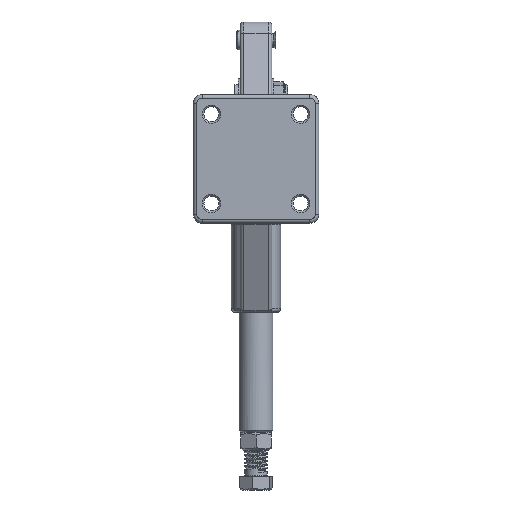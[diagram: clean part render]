
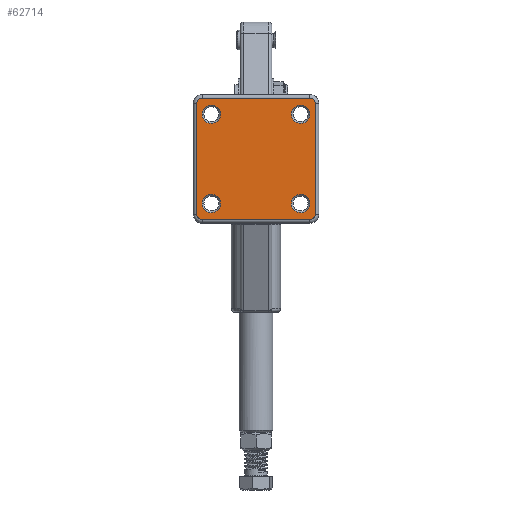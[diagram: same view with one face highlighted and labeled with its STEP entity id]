
A CAD part, front view. The second image highlights one B-rep face of the part: STEP entity #62714.
In plain terms, the highlighted planar face has unit normal (0, -1, 0).
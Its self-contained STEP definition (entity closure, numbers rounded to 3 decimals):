
#98 = EDGE_CURVE ( 'NONE', #43561, #29295, #60260, .T. ) ;
#976 = DIRECTION ( 'NONE',  ( 0., 1., 0. ) ) ;
#1494 = VERTEX_POINT ( 'NONE', #50877 ) ;
#1626 = CIRCLE ( 'NONE', #45731, 3. ) ;
#2011 = CIRCLE ( 'NONE', #37759, 5.25 ) ;
#2164 = EDGE_LOOP ( 'NONE', ( #44452, #28269 ) ) ;
#2313 = EDGE_CURVE ( 'NONE', #29295, #43561, #67464, .T. ) ;
#2377 = CARTESIAN_POINT ( 'NONE',  ( 33.7, 0., 73.2 ) ) ;
#2764 = CIRCLE ( 'NONE', #18472, 3. ) ;
#2766 = EDGE_CURVE ( 'NONE', #66524, #41549, #14771, .T. ) ;
#2902 = CIRCLE ( 'NONE', #43510, 3. ) ;
#3870 = EDGE_CURVE ( 'NONE', #7641, #32899, #40144, .T. ) ;
#6210 = DIRECTION ( 'NONE',  ( 0., 1., 0. ) ) ;
#6347 = CARTESIAN_POINT ( 'NONE',  ( 30.7, 0., 68.2 ) ) ;
#6373 = FACE_OUTER_BOUND ( 'NONE', #27715, .T. ) ;
#7641 = VERTEX_POINT ( 'NONE', #12247 ) ;
#7665 = DIRECTION ( 'NONE',  ( 0., 0., 1. ) ) ;
#8192 = VECTOR ( 'NONE', #13878, 1000. ) ;
#8654 = CARTESIAN_POINT ( 'NONE',  ( -25.4, 0., 67.25 ) ) ;
#9812 = AXIS2_PLACEMENT_3D ( 'NONE', #20409, #57188, #25706 ) ;
#10113 = CARTESIAN_POINT ( 'NONE',  ( -25.4, 0., 62. ) ) ;
#11059 = CARTESIAN_POINT ( 'NONE',  ( 30.7, 0., 5. ) ) ;
#11242 = VERTEX_POINT ( 'NONE', #54586 ) ;
#11416 = DIRECTION ( 'NONE',  ( 0., 1., 0. ) ) ;
#11625 = DIRECTION ( 'NONE',  ( 0., 0., 1. ) ) ;
#11714 = CARTESIAN_POINT ( 'NONE',  ( 25.4, 0., 67.25 ) ) ;
#11719 = PLANE ( 'NONE',  #22073 ) ;
#12247 = CARTESIAN_POINT ( 'NONE',  ( 33.7, 0., 5. ) ) ;
#12971 = VERTEX_POINT ( 'NONE', #50594 ) ;
#13103 = EDGE_CURVE ( 'NONE', #1494, #61840, #62951, .T. ) ;
#13593 = EDGE_CURVE ( 'NONE', #42828, #38945, #2902, .T. ) ;
#13722 = AXIS2_PLACEMENT_3D ( 'NONE', #37665, #6210, #42930 ) ;
#13878 = DIRECTION ( 'NONE',  ( 1., 0., 0. ) ) ;
#14191 = CIRCLE ( 'NONE', #13722, 5.25 ) ;
#14338 = CARTESIAN_POINT ( 'NONE',  ( 25.4, 0., 11.2 ) ) ;
#14771 = CIRCLE ( 'NONE', #53211, 5.25 ) ;
#14819 = ORIENTED_EDGE ( 'NONE', *, *, #13593, .T. ) ;
#15019 = VECTOR ( 'NONE', #18650, 1000. ) ;
#15376 = DIRECTION ( 'NONE',  ( 0., 0., 1. ) ) ;
#15630 = DIRECTION ( 'NONE',  ( 0., 1., 0. ) ) ;
#15740 = AXIS2_PLACEMENT_3D ( 'NONE', #32466, #976, #37706 ) ;
#16338 = DIRECTION ( 'NONE',  ( 0., 0., 1. ) ) ;
#16390 = DIRECTION ( 'NONE',  ( 0., 1., 0. ) ) ;
#17058 = VERTEX_POINT ( 'NONE', #65895 ) ;
#18472 = AXIS2_PLACEMENT_3D ( 'NONE', #6347, #43076, #11625 ) ;
#18650 = DIRECTION ( 'NONE',  ( 0., 0., -1. ) ) ;
#19637 = DIRECTION ( 'NONE',  ( 0., 0., 1. ) ) ;
#20386 = FACE_BOUND ( 'NONE', #42991, .T. ) ;
#20409 = CARTESIAN_POINT ( 'NONE',  ( -30.7, 0., 68.2 ) ) ;
#20983 = CARTESIAN_POINT ( 'NONE',  ( 25.4, 0., 56.75 ) ) ;
#21332 = EDGE_CURVE ( 'NONE', #61840, #1494, #39872, .T. ) ;
#22073 = AXIS2_PLACEMENT_3D ( 'NONE', #48481, #53792, #22303 ) ;
#22215 = CARTESIAN_POINT ( 'NONE',  ( -30.7, 0., 5. ) ) ;
#22303 = DIRECTION ( 'NONE',  ( 0., 0., 1. ) ) ;
#24453 = EDGE_LOOP ( 'NONE', ( #64327, #41484 ) ) ;
#25493 = LINE ( 'NONE', #61221, #8192 ) ;
#25706 = DIRECTION ( 'NONE',  ( 0., 0., 1. ) ) ;
#26699 = DIRECTION ( 'NONE',  ( 0., 1., 0. ) ) ;
#27411 = EDGE_CURVE ( 'NONE', #38945, #12971, #25493, .T. ) ;
#27532 = DIRECTION ( 'NONE',  ( 0., 0., 1. ) ) ;
#27715 = EDGE_LOOP ( 'NONE', ( #42310, #65489, #54796, #14819, #43432, #66026, #68088, #30621 ) ) ;
#27790 = CARTESIAN_POINT ( 'NONE',  ( 33.7, 0., 68.2 ) ) ;
#28269 = ORIENTED_EDGE ( 'NONE', *, *, #43061, .T. ) ;
#28614 = CARTESIAN_POINT ( 'NONE',  ( -33.7, 0., 5. ) ) ;
#29295 = VERTEX_POINT ( 'NONE', #20983 ) ;
#29818 = VECTOR ( 'NONE', #55244, 1000. ) ;
#30504 = VERTEX_POINT ( 'NONE', #53660 ) ;
#30621 = ORIENTED_EDGE ( 'NONE', *, *, #44147, .T. ) ;
#30673 = EDGE_CURVE ( 'NONE', #11242, #30504, #56095, .T. ) ;
#31195 = CIRCLE ( 'NONE', #43058, 5.25 ) ;
#32243 = ORIENTED_EDGE ( 'NONE', *, *, #2313, .T. ) ;
#32466 = CARTESIAN_POINT ( 'NONE',  ( 25.4, 0., 62. ) ) ;
#32899 = VERTEX_POINT ( 'NONE', #27790 ) ;
#32964 = EDGE_LOOP ( 'NONE', ( #32243, #36143 ) ) ;
#34355 = FACE_BOUND ( 'NONE', #24453, .T. ) ;
#35169 = VERTEX_POINT ( 'NONE', #43645 ) ;
#36012 = FACE_BOUND ( 'NONE', #32964, .T. ) ;
#36143 = ORIENTED_EDGE ( 'NONE', *, *, #98, .T. ) ;
#37665 = CARTESIAN_POINT ( 'NONE',  ( -25.4, 0., 11.2 ) ) ;
#37706 = DIRECTION ( 'NONE',  ( 0., 0., 1. ) ) ;
#37759 = AXIS2_PLACEMENT_3D ( 'NONE', #47102, #15630, #52415 ) ;
#38879 = VERTEX_POINT ( 'NONE', #53090 ) ;
#38945 = VERTEX_POINT ( 'NONE', #49147 ) ;
#39872 = CIRCLE ( 'NONE', #61950, 5.25 ) ;
#40144 = LINE ( 'NONE', #2377, #68096 ) ;
#41373 = CARTESIAN_POINT ( 'NONE',  ( -33.7, 0., 73.2 ) ) ;
#41484 = ORIENTED_EDGE ( 'NONE', *, *, #21332, .T. ) ;
#41549 = VERTEX_POINT ( 'NONE', #63178 ) ;
#42310 = ORIENTED_EDGE ( 'NONE', *, *, #30673, .T. ) ;
#42828 = VERTEX_POINT ( 'NONE', #28614 ) ;
#42869 = CARTESIAN_POINT ( 'NONE',  ( -25.4, 0., 62. ) ) ;
#42930 = DIRECTION ( 'NONE',  ( 0., 0., 1. ) ) ;
#42991 = EDGE_LOOP ( 'NONE', ( #45930, #67173 ) ) ;
#43058 = AXIS2_PLACEMENT_3D ( 'NONE', #42869, #11416, #48181 ) ;
#43061 = EDGE_CURVE ( 'NONE', #17058, #35169, #2011, .T. ) ;
#43076 = DIRECTION ( 'NONE',  ( 0., -1., 0. ) ) ;
#43432 = ORIENTED_EDGE ( 'NONE', *, *, #27411, .T. ) ;
#43510 = AXIS2_PLACEMENT_3D ( 'NONE', #22215, #58981, #27532 ) ;
#43561 = VERTEX_POINT ( 'NONE', #11714 ) ;
#43645 = CARTESIAN_POINT ( 'NONE',  ( -25.4, 0., 5.95 ) ) ;
#44147 = EDGE_CURVE ( 'NONE', #32899, #11242, #2764, .T. ) ;
#44452 = ORIENTED_EDGE ( 'NONE', *, *, #46986, .T. ) ;
#44654 = CARTESIAN_POINT ( 'NONE',  ( -35.7, 0., 71.2 ) ) ;
#45731 = AXIS2_PLACEMENT_3D ( 'NONE', #11059, #47806, #16338 ) ;
#45930 = ORIENTED_EDGE ( 'NONE', *, *, #60288, .T. ) ;
#46838 = DIRECTION ( 'NONE',  ( 0., 1., 0. ) ) ;
#46986 = EDGE_CURVE ( 'NONE', #35169, #17058, #14191, .T. ) ;
#47102 = CARTESIAN_POINT ( 'NONE',  ( -25.4, 0., 11.2 ) ) ;
#47806 = DIRECTION ( 'NONE',  ( 0., -1., 0. ) ) ;
#47867 = CARTESIAN_POINT ( 'NONE',  ( 25.4, 0., 62. ) ) ;
#47903 = EDGE_CURVE ( 'NONE', #30504, #38879, #56873, .T. ) ;
#48181 = DIRECTION ( 'NONE',  ( 0., 0., 1. ) ) ;
#48312 = FACE_BOUND ( 'NONE', #2164, .T. ) ;
#48481 = CARTESIAN_POINT ( 'NONE',  ( -35.7, 0., 73.2 ) ) ;
#49147 = CARTESIAN_POINT ( 'NONE',  ( -30.7, 0., 2. ) ) ;
#49753 = CARTESIAN_POINT ( 'NONE',  ( 25.4, 0., 16.45 ) ) ;
#50571 = AXIS2_PLACEMENT_3D ( 'NONE', #47867, #16390, #53185 ) ;
#50594 = CARTESIAN_POINT ( 'NONE',  ( 30.7, 0., 2. ) ) ;
#50877 = CARTESIAN_POINT ( 'NONE',  ( 25.4, 0., 5.95 ) ) ;
#51118 = DIRECTION ( 'NONE',  ( 0., 1., 0. ) ) ;
#52415 = DIRECTION ( 'NONE',  ( 0., 0., 1. ) ) ;
#53090 = CARTESIAN_POINT ( 'NONE',  ( -33.7, 0., 68.2 ) ) ;
#53185 = DIRECTION ( 'NONE',  ( 0., 0., 1. ) ) ;
#53211 = AXIS2_PLACEMENT_3D ( 'NONE', #10113, #46838, #15376 ) ;
#53660 = CARTESIAN_POINT ( 'NONE',  ( -30.7, 0., 71.2 ) ) ;
#53792 = DIRECTION ( 'NONE',  ( 0., 1., 0. ) ) ;
#54586 = CARTESIAN_POINT ( 'NONE',  ( 30.7, 0., 71.2 ) ) ;
#54796 = ORIENTED_EDGE ( 'NONE', *, *, #68052, .T. ) ;
#55244 = DIRECTION ( 'NONE',  ( -1., 0., 0. ) ) ;
#55302 = LINE ( 'NONE', #41373, #15019 ) ;
#56095 = LINE ( 'NONE', #44654, #29818 ) ;
#56873 = CIRCLE ( 'NONE', #9812, 3. ) ;
#57188 = DIRECTION ( 'NONE',  ( 0., -1., 0. ) ) ;
#58153 = CARTESIAN_POINT ( 'NONE',  ( 25.4, 0., 11.2 ) ) ;
#58981 = DIRECTION ( 'NONE',  ( 0., -1., 0. ) ) ;
#59718 = EDGE_CURVE ( 'NONE', #12971, #7641, #1626, .T. ) ;
#60260 = CIRCLE ( 'NONE', #50571, 5.25 ) ;
#60288 = EDGE_CURVE ( 'NONE', #41549, #66524, #31195, .T. ) ;
#61221 = CARTESIAN_POINT ( 'NONE',  ( 30.7, 0., 2. ) ) ;
#61840 = VERTEX_POINT ( 'NONE', #49753 ) ;
#61950 = AXIS2_PLACEMENT_3D ( 'NONE', #14338, #51118, #19637 ) ;
#62714 = ADVANCED_FACE ( 'NONE', ( #36012, #34355, #48312, #20386, #6373 ), #11719, .F. ) ;
#62951 = CIRCLE ( 'NONE', #67330, 5.25 ) ;
#63178 = CARTESIAN_POINT ( 'NONE',  ( -25.4, 0., 56.75 ) ) ;
#63420 = DIRECTION ( 'NONE',  ( 0., 0., 1. ) ) ;
#64327 = ORIENTED_EDGE ( 'NONE', *, *, #13103, .T. ) ;
#65489 = ORIENTED_EDGE ( 'NONE', *, *, #47903, .T. ) ;
#65895 = CARTESIAN_POINT ( 'NONE',  ( -25.4, 0., 16.45 ) ) ;
#66026 = ORIENTED_EDGE ( 'NONE', *, *, #59718, .T. ) ;
#66524 = VERTEX_POINT ( 'NONE', #8654 ) ;
#67173 = ORIENTED_EDGE ( 'NONE', *, *, #2766, .T. ) ;
#67330 = AXIS2_PLACEMENT_3D ( 'NONE', #58153, #26699, #63420 ) ;
#67464 = CIRCLE ( 'NONE', #15740, 5.25 ) ;
#68052 = EDGE_CURVE ( 'NONE', #38879, #42828, #55302, .T. ) ;
#68088 = ORIENTED_EDGE ( 'NONE', *, *, #3870, .T. ) ;
#68096 = VECTOR ( 'NONE', #7665, 1000. ) ;
